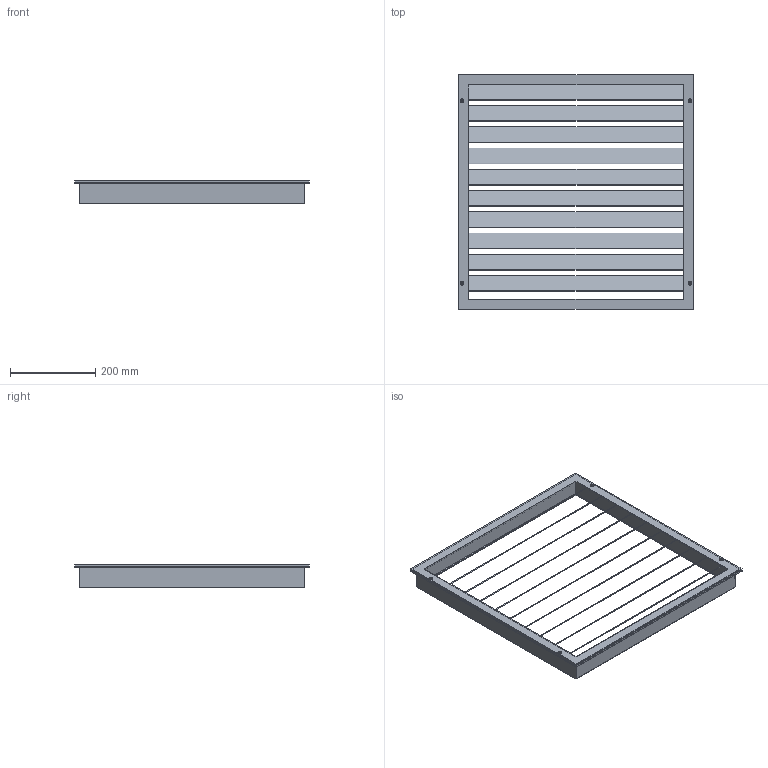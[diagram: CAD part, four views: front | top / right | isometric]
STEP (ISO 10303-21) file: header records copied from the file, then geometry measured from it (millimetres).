
FILE_DESCRIPTION (( 'STEP AP214' ), '1' );
FILE_NAME ('MLA-50.STEP', '2022-10-12T16:43:15', ( '' ), ( '' ), 'SwSTEP 2.0', 'SolidWorks 2021', '' );
FILE_SCHEMA (( 'AUTOMOTIVE_DESIGN' ));
Length unit declared in the file: millimetre
Products named in the file (1): MLA-50
Bounding box: 552 x 552 x 52 mm (x, y, z)
Volume: 679284.1 mm3; surface area: 1040801.3 mm2
Topology: 2 solids, 2 shells, 178 faces, 486 edges, 298 vertices
Faces by surface type: plane 108, cylinder 54, cone 16
Entity records: 5711 total; most frequent: DIRECTION 1006, CARTESIAN_POINT 991, ORIENTED_EDGE 972, EDGE_CURVE 486, AXIS2_PLACEMENT_3D 345, LINE 316, VECTOR 316, VERTEX_POINT 298
